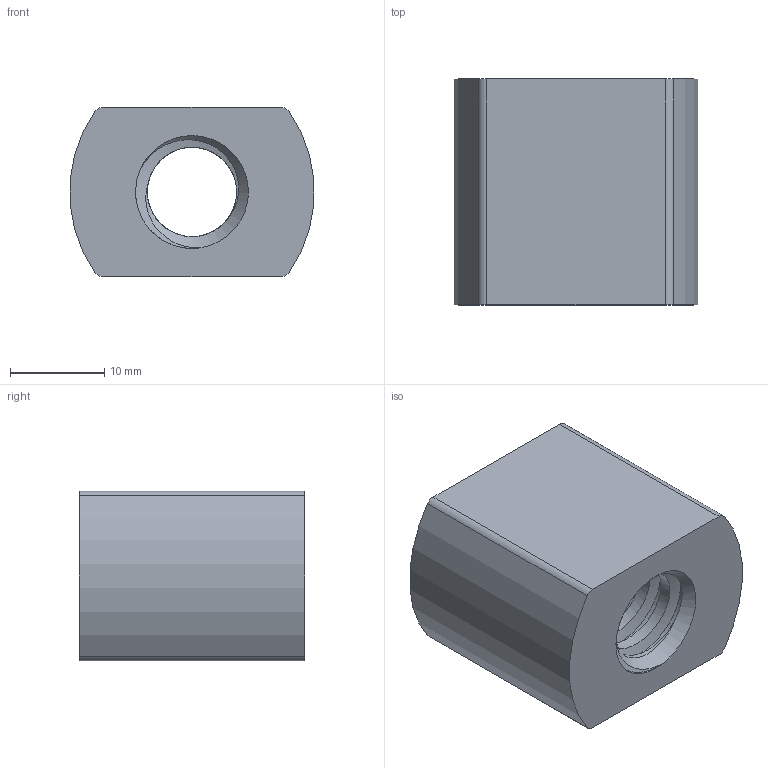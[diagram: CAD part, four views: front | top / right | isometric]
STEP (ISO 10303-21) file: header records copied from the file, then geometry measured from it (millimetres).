
FILE_DESCRIPTION (( 'STEP AP214' ), '1' );
FILE_NAME ('1014-A1P-A.STEP', '2013-05-15T14:37:53', ( '3DAssist' ), ( '' ), 'SwSTEP 2.0', 'SolidWorks 2013', '' );
FILE_SCHEMA (( 'AUTOMOTIVE_DESIGN' ));
Length unit declared in the file: millimetre
Products named in the file (1): 1014-A1P-A
Bounding box: 25.89 x 24 x 18 mm (x, y, z)
Volume: 8242.2 mm3; surface area: 3832.4 mm2
Topology: 1 solids, 1 shells, 16 faces, 38 edges, 24 vertices
Faces by surface type: cylinder 7, plane 4, bspline 3, cone 2
Entity records: 2470 total; most frequent: CARTESIAN_POINT 2081, ORIENTED_EDGE 76, DIRECTION 72, EDGE_CURVE 38, AXIS2_PLACEMENT_3D 30, VERTEX_POINT 24, EDGE_LOOP 18, ADVANCED_FACE 16
